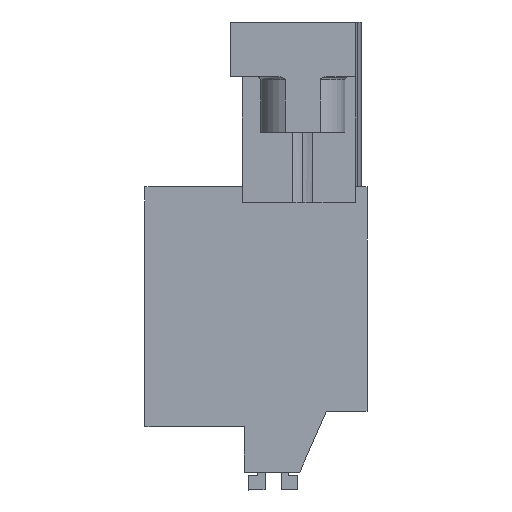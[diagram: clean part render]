
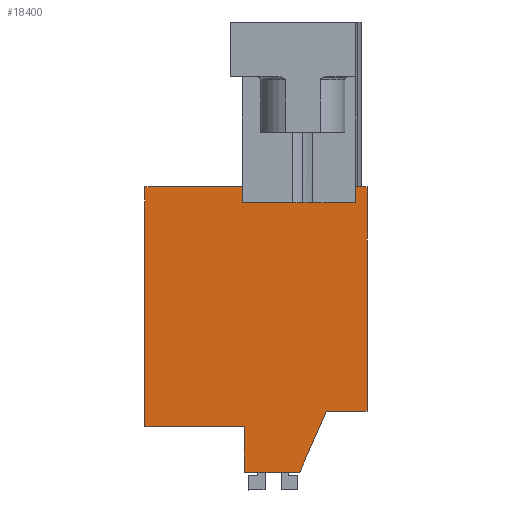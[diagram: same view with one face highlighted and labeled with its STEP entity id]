
A CAD part, left-side view. The second image highlights one B-rep face of the part: STEP entity #18400.
In plain terms, the highlighted planar face has unit normal (-1, 0, 0).
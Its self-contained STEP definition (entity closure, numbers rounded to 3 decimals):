
#18367=AXIS2_PLACEMENT_3D('Plane Axis2P3D',#18364,#18365,#18366) ;
#347=CARTESIAN_POINT('Vertex',(5.,0.,5.043)) ;
#350=CARTESIAN_POINT('Line Origine',(5.,1.3,5.043)) ;
#354=CARTESIAN_POINT('Vertex',(5.,2.6,5.043)) ;
#991=CARTESIAN_POINT('Vertex',(5.,7.85,4.043)) ;
#1206=CARTESIAN_POINT('Vertex',(5.,7.85,1.143)) ;
#1209=CARTESIAN_POINT('Line Origine',(5.,7.85,2.593)) ;
#1427=CARTESIAN_POINT('Vertex',(5.,0.,19.383)) ;
#1430=CARTESIAN_POINT('Line Origine',(5.,0.,12.213)) ;
#2168=CARTESIAN_POINT('Vertex',(5.,14.2,4.043)) ;
#2176=CARTESIAN_POINT('Line Origine',(5.,11.025,4.043)) ;
#4761=CARTESIAN_POINT('Vertex',(5.,7.968,19.383)) ;
#4764=CARTESIAN_POINT('Line Origine',(5.,7.968,18.883)) ;
#4768=CARTESIAN_POINT('Vertex',(5.,7.968,18.383)) ;
#4849=CARTESIAN_POINT('Vertex',(5.,14.2,19.383)) ;
#4852=CARTESIAN_POINT('Line Origine',(5.,11.084,19.383)) ;
#4874=CARTESIAN_POINT('Line Origine',(5.,14.2,11.713)) ;
#5810=CARTESIAN_POINT('Vertex',(5.,0.723,19.383)) ;
#5813=CARTESIAN_POINT('Line Origine',(5.,0.361,19.383)) ;
#18338=CARTESIAN_POINT('Line Origine',(5.,3.45,3.093)) ;
#18342=CARTESIAN_POINT('Vertex',(5.,4.3,1.143)) ;
#18364=CARTESIAN_POINT('Axis2P3D Location',(5.,6.8,19.383)) ;
#18369=CARTESIAN_POINT('Line Origine',(5.,6.075,1.143)) ;
#18374=CARTESIAN_POINT('Line Origine',(5.,0.723,18.883)) ;
#18378=CARTESIAN_POINT('Vertex',(5.,0.723,18.383)) ;
#18381=CARTESIAN_POINT('Line Origine',(5.,4.345,18.383)) ;
#351=DIRECTION('Vector Direction',(0.,-1.,0.)) ;
#1210=DIRECTION('Vector Direction',(0.,0.,-1.)) ;
#1431=DIRECTION('Vector Direction',(0.,0.,1.)) ;
#2177=DIRECTION('Vector Direction',(0.,-1.,0.)) ;
#4765=DIRECTION('Vector Direction',(0.,0.,-1.)) ;
#4853=DIRECTION('Vector Direction',(0.,1.,0.)) ;
#4875=DIRECTION('Vector Direction',(0.,0.,-1.)) ;
#5814=DIRECTION('Vector Direction',(0.,1.,0.)) ;
#18339=DIRECTION('Vector Direction',(0.,-0.4,0.917)) ;
#18365=DIRECTION('Axis2P3D Direction',(-1.,0.,0.)) ;
#18366=DIRECTION('Axis2P3D XDirection',(0.,1.,0.)) ;
#18370=DIRECTION('Vector Direction',(0.,-1.,0.)) ;
#18375=DIRECTION('Vector Direction',(0.,0.,-1.)) ;
#18382=DIRECTION('Vector Direction',(0.,-1.,0.)) ;
#352=VECTOR('Line Direction',#351,1.) ;
#1211=VECTOR('Line Direction',#1210,1.) ;
#1432=VECTOR('Line Direction',#1431,1.) ;
#2178=VECTOR('Line Direction',#2177,1.) ;
#4766=VECTOR('Line Direction',#4765,1.) ;
#4854=VECTOR('Line Direction',#4853,1.) ;
#4876=VECTOR('Line Direction',#4875,1.) ;
#5815=VECTOR('Line Direction',#5814,1.) ;
#18340=VECTOR('Line Direction',#18339,1.) ;
#18371=VECTOR('Line Direction',#18370,1.) ;
#18376=VECTOR('Line Direction',#18375,1.) ;
#18383=VECTOR('Line Direction',#18382,1.) ;
#18387=ORIENTED_EDGE('',*,*,#4856,.T.) ;
#18388=ORIENTED_EDGE('',*,*,#4878,.T.) ;
#18389=ORIENTED_EDGE('',*,*,#2180,.T.) ;
#18390=ORIENTED_EDGE('',*,*,#1213,.T.) ;
#18391=ORIENTED_EDGE('',*,*,#18373,.T.) ;
#18392=ORIENTED_EDGE('',*,*,#18344,.T.) ;
#18393=ORIENTED_EDGE('',*,*,#356,.T.) ;
#18394=ORIENTED_EDGE('',*,*,#1434,.T.) ;
#18395=ORIENTED_EDGE('',*,*,#5817,.T.) ;
#18396=ORIENTED_EDGE('',*,*,#18380,.T.) ;
#18397=ORIENTED_EDGE('',*,*,#18385,.F.) ;
#18398=ORIENTED_EDGE('',*,*,#4770,.T.) ;
#18400=ADVANCED_FACE('HOUSING',(#18399),#18368,.T.) ;
#356=EDGE_CURVE('',#355,#348,#353,.T.) ;
#1213=EDGE_CURVE('',#992,#1207,#1212,.T.) ;
#1434=EDGE_CURVE('',#348,#1428,#1433,.T.) ;
#2180=EDGE_CURVE('',#2169,#992,#2179,.T.) ;
#4770=EDGE_CURVE('',#4769,#4762,#4767,.F.) ;
#4856=EDGE_CURVE('',#4762,#4850,#4855,.T.) ;
#4878=EDGE_CURVE('',#4850,#2169,#4877,.T.) ;
#5817=EDGE_CURVE('',#1428,#5811,#5816,.T.) ;
#18344=EDGE_CURVE('',#18343,#355,#18341,.T.) ;
#18373=EDGE_CURVE('',#1207,#18343,#18372,.T.) ;
#18380=EDGE_CURVE('',#5811,#18379,#18377,.T.) ;
#18385=EDGE_CURVE('',#4769,#18379,#18384,.T.) ;
#18386=EDGE_LOOP('',(#18387,#18388,#18389,#18390,#18391,#18392,#18393,#18394,#18395,#18396,#18397,#18398)) ;
#18399=FACE_OUTER_BOUND('',#18386,.T.) ;
#353=LINE('Line',#350,#352) ;
#1212=LINE('Line',#1209,#1211) ;
#1433=LINE('Line',#1430,#1432) ;
#2179=LINE('Line',#2176,#2178) ;
#4767=LINE('Line',#4764,#4766) ;
#4855=LINE('Line',#4852,#4854) ;
#4877=LINE('Line',#4874,#4876) ;
#5816=LINE('Line',#5813,#5815) ;
#18341=LINE('Line',#18338,#18340) ;
#18372=LINE('Line',#18369,#18371) ;
#18377=LINE('Line',#18374,#18376) ;
#18384=LINE('Line',#18381,#18383) ;
#18368=PLANE('',#18367) ;
#348=VERTEX_POINT('',#347) ;
#355=VERTEX_POINT('',#354) ;
#992=VERTEX_POINT('',#991) ;
#1207=VERTEX_POINT('',#1206) ;
#1428=VERTEX_POINT('',#1427) ;
#2169=VERTEX_POINT('',#2168) ;
#4762=VERTEX_POINT('',#4761) ;
#4769=VERTEX_POINT('',#4768) ;
#4850=VERTEX_POINT('',#4849) ;
#5811=VERTEX_POINT('',#5810) ;
#18343=VERTEX_POINT('',#18342) ;
#18379=VERTEX_POINT('',#18378) ;
